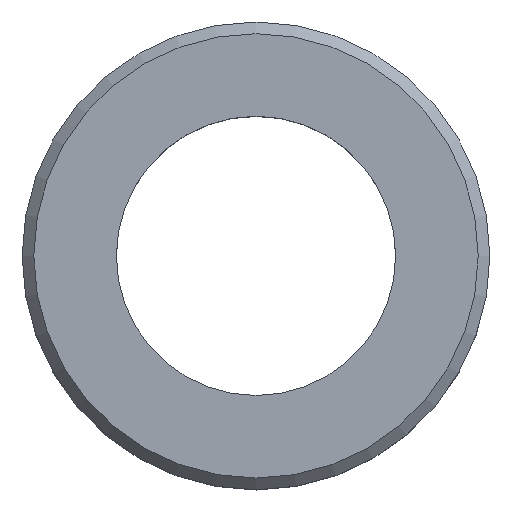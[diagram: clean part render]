
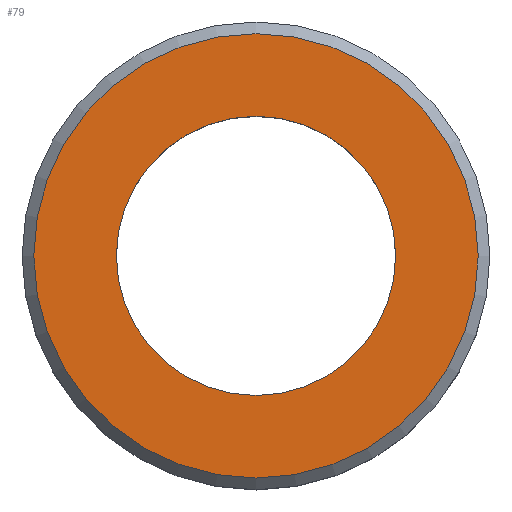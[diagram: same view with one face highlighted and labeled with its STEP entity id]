
A CAD part, top view. The second image highlights one B-rep face of the part: STEP entity #79.
In plain terms, the highlighted planar face has unit normal (0, 0, 1).
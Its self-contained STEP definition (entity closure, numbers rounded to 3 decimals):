
#79 = ADVANCED_FACE( '', ( #93, #94 ), #95, .F. );
#93 = FACE_OUTER_BOUND( '', #108, .T. );
#94 = FACE_BOUND( '', #109, .T. );
#95 = PLANE( '', #110 );
#108 = EDGE_LOOP( '', ( #131 ) );
#109 = EDGE_LOOP( '', ( #132 ) );
#110 = AXIS2_PLACEMENT_3D( '', #133, #134, #135 );
#131 = ORIENTED_EDGE( '', *, *, #138, .T. );
#132 = ORIENTED_EDGE( '', *, *, #136, .T. );
#133 = CARTESIAN_POINT( '', ( 0., 0., 6. ) );
#134 = DIRECTION( '', ( 0., 0., -1. ) );
#135 = DIRECTION( '', ( -1., 0., 0. ) );
#136 = EDGE_CURVE( '', #141, #141, #142, .T. );
#138 = EDGE_CURVE( '', #145, #145, #146, .F. );
#141 = VERTEX_POINT( '', #151 );
#142 = CIRCLE( '', #152, 5.97 );
#145 = VERTEX_POINT( '', #155 );
#146 = CIRCLE( '', #156, 9.5 );
#151 = CARTESIAN_POINT( '', ( 5.97, 0., 6. ) );
#152 = AXIS2_PLACEMENT_3D( '', #161, #162, #163 );
#155 = CARTESIAN_POINT( '', ( -9.5, 0., 6. ) );
#156 = AXIS2_PLACEMENT_3D( '', #167, #168, #169 );
#161 = CARTESIAN_POINT( '', ( 0., 0., 6. ) );
#162 = DIRECTION( '', ( 0., 0., -1. ) );
#163 = DIRECTION( '', ( 1., 0., 0. ) );
#167 = CARTESIAN_POINT( '', ( 0., 0., 6. ) );
#168 = DIRECTION( '', ( 0., 0., -1. ) );
#169 = DIRECTION( '', ( -1., 0., 0. ) );
